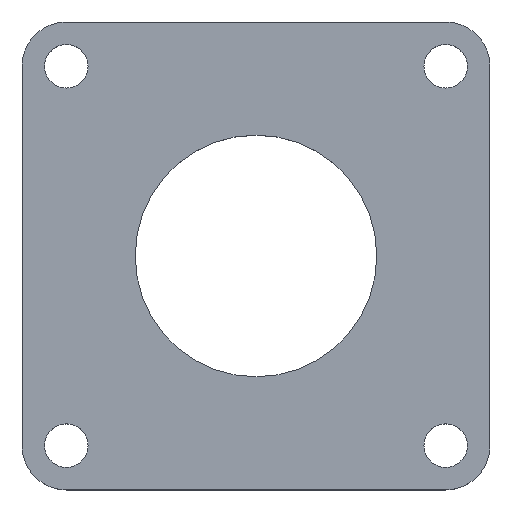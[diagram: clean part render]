
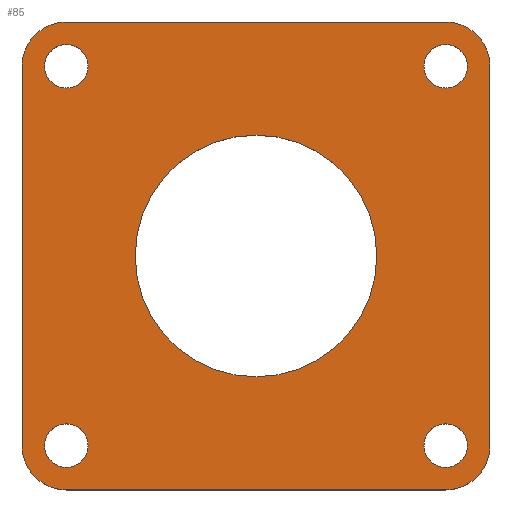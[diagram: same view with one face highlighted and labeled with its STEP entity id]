
A CAD part, top view. The second image highlights one B-rep face of the part: STEP entity #85.
In plain terms, the highlighted planar face has unit normal (0, 0, 1).
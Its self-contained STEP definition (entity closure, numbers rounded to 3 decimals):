
#85 = ADVANCED_FACE( '', ( #155, #156, #157, #158, #159, #160 ), #161, .T. );
#155 = FACE_BOUND( '', #289, .T. );
#156 = FACE_BOUND( '', #290, .T. );
#157 = FACE_OUTER_BOUND( '', #291, .T. );
#158 = FACE_BOUND( '', #292, .T. );
#159 = FACE_BOUND( '', #293, .T. );
#160 = FACE_BOUND( '', #294, .T. );
#161 = PLANE( '', #295 );
#289 = EDGE_LOOP( '', ( #507 ) );
#290 = EDGE_LOOP( '', ( #508 ) );
#291 = EDGE_LOOP( '', ( #509, #510, #511, #512, #513, #514, #515, #516 ) );
#292 = EDGE_LOOP( '', ( #517 ) );
#293 = EDGE_LOOP( '', ( #518 ) );
#294 = EDGE_LOOP( '', ( #519 ) );
#295 = AXIS2_PLACEMENT_3D( '', #520, #521, #522 );
#507 = ORIENTED_EDGE( '', *, *, #941, .T. );
#508 = ORIENTED_EDGE( '', *, *, #942, .T. );
#509 = ORIENTED_EDGE( '', *, *, #943, .T. );
#510 = ORIENTED_EDGE( '', *, *, #944, .T. );
#511 = ORIENTED_EDGE( '', *, *, #945, .T. );
#512 = ORIENTED_EDGE( '', *, *, #946, .T. );
#513 = ORIENTED_EDGE( '', *, *, #947, .T. );
#514 = ORIENTED_EDGE( '', *, *, #948, .T. );
#515 = ORIENTED_EDGE( '', *, *, #949, .T. );
#516 = ORIENTED_EDGE( '', *, *, #950, .T. );
#517 = ORIENTED_EDGE( '', *, *, #951, .T. );
#518 = ORIENTED_EDGE( '', *, *, #952, .T. );
#519 = ORIENTED_EDGE( '', *, *, #953, .T. );
#520 = CARTESIAN_POINT( '', ( -4.55, -54.75, 5. ) );
#521 = DIRECTION( '', ( 0., 0., 1. ) );
#522 = DIRECTION( '', ( 1., 0., 0. ) );
#941 = EDGE_CURVE( '', #1151, #1151, #1152, .T. );
#942 = EDGE_CURVE( '', #1153, #1153, #1154, .T. );
#943 = EDGE_CURVE( '', #1155, #1156, #1157, .T. );
#944 = EDGE_CURVE( '', #1156, #1158, #1159, .T. );
#945 = EDGE_CURVE( '', #1158, #1160, #1161, .T. );
#946 = EDGE_CURVE( '', #1160, #1162, #1163, .T. );
#947 = EDGE_CURVE( '', #1162, #1164, #1165, .T. );
#948 = EDGE_CURVE( '', #1164, #1166, #1167, .T. );
#949 = EDGE_CURVE( '', #1166, #1168, #1169, .T. );
#950 = EDGE_CURVE( '', #1168, #1155, #1170, .T. );
#951 = EDGE_CURVE( '', #1171, #1171, #1172, .T. );
#952 = EDGE_CURVE( '', #1173, #1173, #1174, .T. );
#953 = EDGE_CURVE( '', #1175, #1175, #1176, .F. );
#1151 = VERTEX_POINT( '', #1470 );
#1152 = CIRCLE( '', #1471, 2.7 );
#1153 = VERTEX_POINT( '', #1472 );
#1154 = CIRCLE( '', #1473, 2.7 );
#1155 = VERTEX_POINT( '', #1474 );
#1156 = VERTEX_POINT( '', #1475 );
#1157 = CIRCLE( '', #1476, 5.5 );
#1158 = VERTEX_POINT( '', #1477 );
#1159 = LINE( '', #1478, #1479 );
#1160 = VERTEX_POINT( '', #1480 );
#1161 = CIRCLE( '', #1481, 5.5 );
#1162 = VERTEX_POINT( '', #1482 );
#1163 = LINE( '', #1483, #1484 );
#1164 = VERTEX_POINT( '', #1485 );
#1165 = CIRCLE( '', #1486, 5.5 );
#1166 = VERTEX_POINT( '', #1487 );
#1167 = LINE( '', #1488, #1489 );
#1168 = VERTEX_POINT( '', #1490 );
#1169 = CIRCLE( '', #1491, 5.5 );
#1170 = LINE( '', #1492, #1493 );
#1171 = VERTEX_POINT( '', #1494 );
#1172 = CIRCLE( '', #1495, 2.7 );
#1173 = VERTEX_POINT( '', #1496 );
#1174 = CIRCLE( '', #1497, 2.7 );
#1175 = VERTEX_POINT( '', #1498 );
#1176 = CIRCLE( '', #1499, 15. );
#1470 = CARTESIAN_POINT( '', ( 45.25, -54.75, 5. ) );
#1471 = AXIS2_PLACEMENT_3D( '', #1776, #1777, #1778 );
#1472 = CARTESIAN_POINT( '', ( -1.85, -7.65, 5. ) );
#1473 = AXIS2_PLACEMENT_3D( '', #1779, #1780, #1781 );
#1474 = CARTESIAN_POINT( '', ( -10.05, -54.75, 5. ) );
#1475 = CARTESIAN_POINT( '', ( -4.55, -60.25, 5. ) );
#1476 = AXIS2_PLACEMENT_3D( '', #1782, #1783, #1784 );
#1477 = CARTESIAN_POINT( '', ( 42.55, -60.25, 5. ) );
#1478 = CARTESIAN_POINT( '', ( -4.55, -60.25, 5. ) );
#1479 = VECTOR( '', #1785, 1000. );
#1480 = CARTESIAN_POINT( '', ( 48.05, -54.75, 5. ) );
#1481 = AXIS2_PLACEMENT_3D( '', #1786, #1787, #1788 );
#1482 = CARTESIAN_POINT( '', ( 48.05, -7.65, 5. ) );
#1483 = CARTESIAN_POINT( '', ( 48.05, -54.75, 5. ) );
#1484 = VECTOR( '', #1789, 1000. );
#1485 = CARTESIAN_POINT( '', ( 42.55, -2.15, 5. ) );
#1486 = AXIS2_PLACEMENT_3D( '', #1790, #1791, #1792 );
#1487 = CARTESIAN_POINT( '', ( -4.55, -2.15, 5. ) );
#1488 = CARTESIAN_POINT( '', ( -4.55, -2.15, 5. ) );
#1489 = VECTOR( '', #1793, 1000. );
#1490 = CARTESIAN_POINT( '', ( -10.05, -7.65, 5. ) );
#1491 = AXIS2_PLACEMENT_3D( '', #1794, #1795, #1796 );
#1492 = CARTESIAN_POINT( '', ( -10.05, -7.65, 5. ) );
#1493 = VECTOR( '', #1797, 1000. );
#1494 = CARTESIAN_POINT( '', ( -1.85, -54.75, 5. ) );
#1495 = AXIS2_PLACEMENT_3D( '', #1798, #1799, #1800 );
#1496 = CARTESIAN_POINT( '', ( 45.25, -7.65, 5. ) );
#1497 = AXIS2_PLACEMENT_3D( '', #1801, #1802, #1803 );
#1498 = CARTESIAN_POINT( '', ( 34., -31.2, 5. ) );
#1499 = AXIS2_PLACEMENT_3D( '', #1804, #1805, #1806 );
#1776 = CARTESIAN_POINT( '', ( 42.55, -54.75, 5. ) );
#1777 = DIRECTION( '', ( 0., 0., -1. ) );
#1778 = DIRECTION( '', ( 1., 0., 0. ) );
#1779 = CARTESIAN_POINT( '', ( -4.55, -7.65, 5. ) );
#1780 = DIRECTION( '', ( 0., 0., -1. ) );
#1781 = DIRECTION( '', ( 1., 0., 0. ) );
#1782 = CARTESIAN_POINT( '', ( -4.55, -54.75, 5. ) );
#1783 = DIRECTION( '', ( 0., 0., 1. ) );
#1784 = DIRECTION( '', ( 1., 0., 0. ) );
#1785 = DIRECTION( '', ( 1., 0., 0. ) );
#1786 = CARTESIAN_POINT( '', ( 42.55, -54.75, 5. ) );
#1787 = DIRECTION( '', ( 0., 0., 1. ) );
#1788 = DIRECTION( '', ( -1., 0., 0. ) );
#1789 = DIRECTION( '', ( 0., 1., 0. ) );
#1790 = CARTESIAN_POINT( '', ( 42.55, -7.65, 5. ) );
#1791 = DIRECTION( '', ( 0., 0., 1. ) );
#1792 = DIRECTION( '', ( -1., 0., 0. ) );
#1793 = DIRECTION( '', ( -1., 0., 0. ) );
#1794 = CARTESIAN_POINT( '', ( -4.55, -7.65, 5. ) );
#1795 = DIRECTION( '', ( 0., 0., 1. ) );
#1796 = DIRECTION( '', ( 1., 0., 0. ) );
#1797 = DIRECTION( '', ( 0., -1., 0. ) );
#1798 = CARTESIAN_POINT( '', ( -4.55, -54.75, 5. ) );
#1799 = DIRECTION( '', ( 0., 0., -1. ) );
#1800 = DIRECTION( '', ( 1., 0., 0. ) );
#1801 = CARTESIAN_POINT( '', ( 42.55, -7.65, 5. ) );
#1802 = DIRECTION( '', ( 0., 0., -1. ) );
#1803 = DIRECTION( '', ( 1., 0., 0. ) );
#1804 = CARTESIAN_POINT( '', ( 19., -31.2, 5. ) );
#1805 = DIRECTION( '', ( 0., 0., 1. ) );
#1806 = DIRECTION( '', ( 1., 0., 0. ) );
